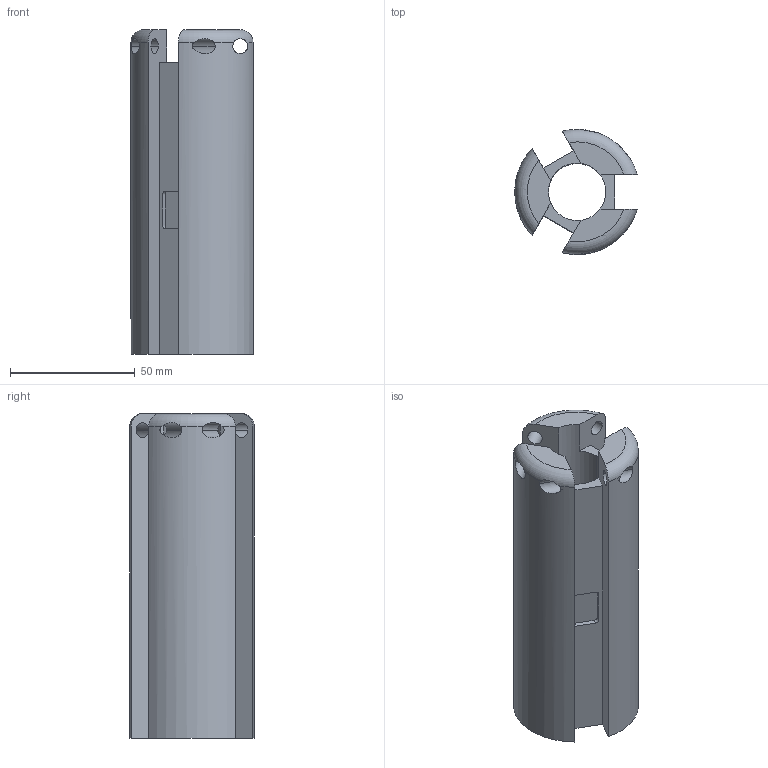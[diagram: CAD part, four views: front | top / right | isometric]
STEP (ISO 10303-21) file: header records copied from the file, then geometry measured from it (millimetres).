
FILE_DESCRIPTION (( 'STEP AP203' ), '1' );
FILE_NAME ('corpssup.STEP', '2018-07-30T09:26:50', ( '' ), ( '' ), 'SwSTEP 2.0', 'SolidWorks 2015', '' );
FILE_SCHEMA (( 'CONFIG_CONTROL_DESIGN' ));
Length unit declared in the file: millimetre
Products named in the file (1): corpssup
Bounding box: 48.95 x 50 x 130 mm (x, y, z)
Volume: 142987.8 mm3; surface area: 38964.2 mm2
Topology: 1 solids, 1 shells, 63 faces, 195 edges, 130 vertices
Faces by surface type: plane 31, cylinder 29, torus 3
Entity records: 2745 total; most frequent: CARTESIAN_POINT 899, ORIENTED_EDGE 390, DIRECTION 354, EDGE_CURVE 195, VERTEX_POINT 130, AXIS2_PLACEMENT_3D 125, VECTOR 104, LINE 104
